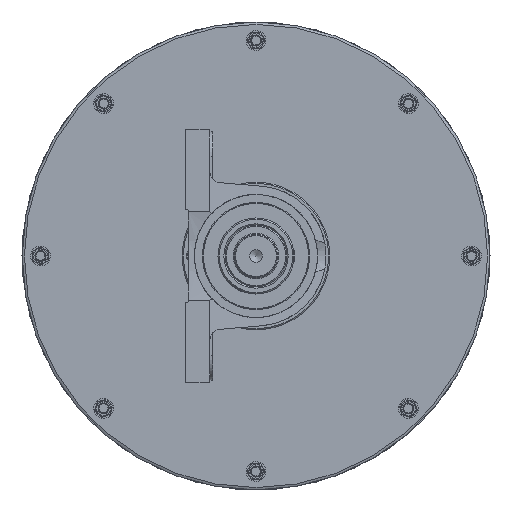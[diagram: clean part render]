
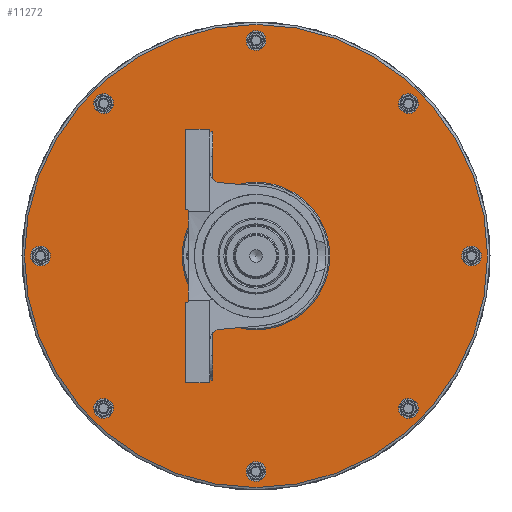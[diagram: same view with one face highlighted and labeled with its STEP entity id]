
A CAD part, left-side view. The second image highlights one B-rep face of the part: STEP entity #11272.
In plain terms, the highlighted planar face has unit normal (-1, 0, 0).
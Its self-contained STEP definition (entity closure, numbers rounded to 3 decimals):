
#1634=PLANE('',#12147);
#2055=FACE_BOUND('',#3392,.T.);
#2056=FACE_BOUND('',#3393,.T.);
#2057=FACE_BOUND('',#3394,.T.);
#2058=FACE_BOUND('',#3395,.T.);
#2059=FACE_BOUND('',#3396,.T.);
#2060=FACE_BOUND('',#3397,.T.);
#2061=FACE_BOUND('',#3398,.T.);
#2062=FACE_BOUND('',#3399,.T.);
#2063=FACE_BOUND('',#3400,.T.);
#2535=FACE_OUTER_BOUND('',#3391,.T.);
#3391=EDGE_LOOP('',(#7760));
#3392=EDGE_LOOP('',(#7761));
#3393=EDGE_LOOP('',(#7762));
#3394=EDGE_LOOP('',(#7763));
#3395=EDGE_LOOP('',(#7764));
#3396=EDGE_LOOP('',(#7765));
#3397=EDGE_LOOP('',(#7766));
#3398=EDGE_LOOP('',(#7767));
#3399=EDGE_LOOP('',(#7768));
#3400=EDGE_LOOP('',(#7769));
#4551=CIRCLE('',#12136,60.);
#4556=CIRCLE('',#12148,188.);
#4557=CIRCLE('',#12149,8.);
#4558=CIRCLE('',#12150,8.);
#4559=CIRCLE('',#12151,8.);
#4560=CIRCLE('',#12152,8.);
#4561=CIRCLE('',#12153,8.);
#4562=CIRCLE('',#12154,8.);
#4563=CIRCLE('',#12155,8.);
#4564=CIRCLE('',#12156,8.);
#5157=VERTEX_POINT('',#17052);
#5162=VERTEX_POINT('',#17069);
#5163=VERTEX_POINT('',#17071);
#5164=VERTEX_POINT('',#17073);
#5165=VERTEX_POINT('',#17075);
#5166=VERTEX_POINT('',#17077);
#5167=VERTEX_POINT('',#17079);
#5168=VERTEX_POINT('',#17081);
#5169=VERTEX_POINT('',#17083);
#5170=VERTEX_POINT('',#17085);
#6213=EDGE_CURVE('',#5157,#5157,#4551,.T.);
#6218=EDGE_CURVE('',#5162,#5162,#4556,.T.);
#6219=EDGE_CURVE('',#5163,#5163,#4557,.T.);
#6220=EDGE_CURVE('',#5164,#5164,#4558,.T.);
#6221=EDGE_CURVE('',#5165,#5165,#4559,.T.);
#6222=EDGE_CURVE('',#5166,#5166,#4560,.T.);
#6223=EDGE_CURVE('',#5167,#5167,#4561,.T.);
#6224=EDGE_CURVE('',#5168,#5168,#4562,.T.);
#6225=EDGE_CURVE('',#5169,#5169,#4563,.T.);
#6226=EDGE_CURVE('',#5170,#5170,#4564,.T.);
#7760=ORIENTED_EDGE('',*,*,#6218,.T.);
#7761=ORIENTED_EDGE('',*,*,#6213,.T.);
#7762=ORIENTED_EDGE('',*,*,#6219,.T.);
#7763=ORIENTED_EDGE('',*,*,#6220,.T.);
#7764=ORIENTED_EDGE('',*,*,#6221,.T.);
#7765=ORIENTED_EDGE('',*,*,#6222,.T.);
#7766=ORIENTED_EDGE('',*,*,#6223,.T.);
#7767=ORIENTED_EDGE('',*,*,#6224,.T.);
#7768=ORIENTED_EDGE('',*,*,#6225,.T.);
#7769=ORIENTED_EDGE('',*,*,#6226,.T.);
#11272=ADVANCED_FACE('',(#2535,#2055,#2056,#2057,#2058,#2059,#2060,#2061,
#2062,#2063),#1634,.F.);
#12136=AXIS2_PLACEMENT_3D('',#17053,#13736,#13737);
#12147=AXIS2_PLACEMENT_3D('',#17068,#13758,#13759);
#12148=AXIS2_PLACEMENT_3D('',#17070,#13760,#13761);
#12149=AXIS2_PLACEMENT_3D('',#17072,#13762,#13763);
#12150=AXIS2_PLACEMENT_3D('',#17074,#13764,#13765);
#12151=AXIS2_PLACEMENT_3D('',#17076,#13766,#13767);
#12152=AXIS2_PLACEMENT_3D('',#17078,#13768,#13769);
#12153=AXIS2_PLACEMENT_3D('',#17080,#13770,#13771);
#12154=AXIS2_PLACEMENT_3D('',#17082,#13772,#13773);
#12155=AXIS2_PLACEMENT_3D('',#17084,#13774,#13775);
#12156=AXIS2_PLACEMENT_3D('',#17086,#13776,#13777);
#13736=DIRECTION('center_axis',(1.,0.,0.));
#13737=DIRECTION('ref_axis',(0.,-1.,0.));
#13758=DIRECTION('center_axis',(1.,0.,0.));
#13759=DIRECTION('ref_axis',(0.,0.,-1.));
#13760=DIRECTION('center_axis',(-1.,0.,0.));
#13761=DIRECTION('ref_axis',(0.,0.,
1.));
#13762=DIRECTION('center_axis',(1.,0.,0.));
#13763=DIRECTION('ref_axis',(0.,-0.677,0.736));
#13764=DIRECTION('center_axis',(1.,0.,0.));
#13765=DIRECTION('ref_axis',(0.,0.042,0.999));
#13766=DIRECTION('center_axis',(1.,0.,0.));
#13767=DIRECTION('ref_axis',(0.,0.736,0.677));
#13768=DIRECTION('center_axis',(1.,0.,0.));
#13769=DIRECTION('ref_axis',(0.,0.999,-0.042));
#13770=DIRECTION('center_axis',(1.,0.,0.));
#13771=DIRECTION('ref_axis',(0.,0.677,-0.736));
#13772=DIRECTION('center_axis',(1.,0.,0.));
#13773=DIRECTION('ref_axis',(0.,-0.042,
-0.999));
#13774=DIRECTION('center_axis',(1.,0.,0.));
#13775=DIRECTION('ref_axis',(0.,-0.736,-0.677));
#13776=DIRECTION('center_axis',(1.,0.,0.));
#13777=DIRECTION('ref_axis',(0.,-0.999,0.042));
#17052=CARTESIAN_POINT('',(-1093.878,-51.899,0.));
#17053=CARTESIAN_POINT('Origin',(-1093.878,8.101,0.));
#17068=CARTESIAN_POINT('Origin',(-1093.878,8.101,-44.8));
#17069=CARTESIAN_POINT('',(-1093.878,8.101,-188.));
#17070=CARTESIAN_POINT('Origin',(-1093.878,8.101,0.));
#17071=CARTESIAN_POINT('',(-1093.878,-110.227,-129.632));
#17072=CARTESIAN_POINT('Origin',(-1093.878,-115.643,-123.744));
#17073=CARTESIAN_POINT('',(-1093.878,-167.233,-7.993));
#17074=CARTESIAN_POINT('Origin',(-1093.878,-166.899,0.));
#17075=CARTESIAN_POINT('',(-1093.878,-121.53,118.328));
#17076=CARTESIAN_POINT('Origin',(-1093.878,-115.643,123.744));
#17077=CARTESIAN_POINT('',(-1093.878,0.108,175.334));
#17078=CARTESIAN_POINT('Origin',(-1093.878,8.101,175.));
#17079=CARTESIAN_POINT('',(-1093.878,126.429,129.632));
#17080=CARTESIAN_POINT('Origin',(-1093.878,131.845,123.744));
#17081=CARTESIAN_POINT('',(-1093.878,183.435,7.993));
#17082=CARTESIAN_POINT('Origin',(-1093.878,183.101,0.));
#17083=CARTESIAN_POINT('',(-1093.878,137.733,-118.328));
#17084=CARTESIAN_POINT('Origin',(-1093.878,131.845,-123.744));
#17085=CARTESIAN_POINT('',(-1093.878,16.094,-175.334));
#17086=CARTESIAN_POINT('Origin',(-1093.878,8.101,-175.));
